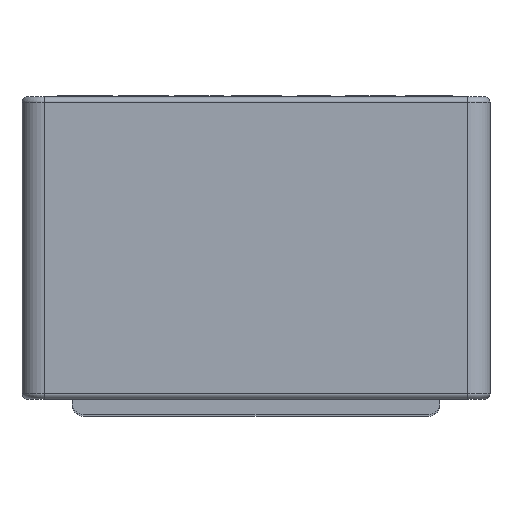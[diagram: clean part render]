
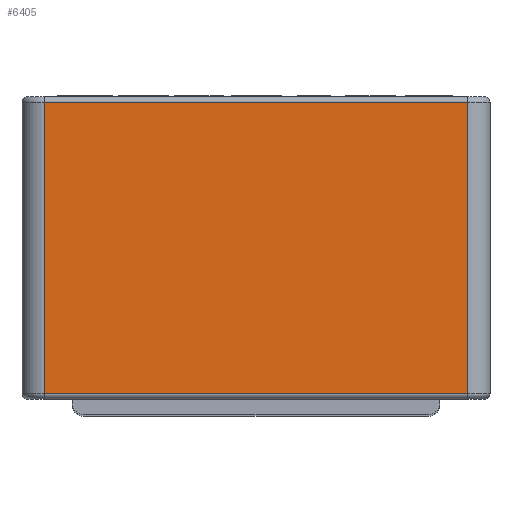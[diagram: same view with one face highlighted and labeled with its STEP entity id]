
A CAD part, left-side view. The second image highlights one B-rep face of the part: STEP entity #6405.
In plain terms, the highlighted planar face has unit normal (-1, 0, 0).
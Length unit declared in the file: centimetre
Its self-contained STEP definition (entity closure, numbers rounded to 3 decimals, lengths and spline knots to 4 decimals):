
#1009=ORIENTED_EDGE('',*,*,#2117,.T.);
#1010=ORIENTED_EDGE('',*,*,#2118,.T.);
#1011=ORIENTED_EDGE('',*,*,#2119,.T.);
#1012=ORIENTED_EDGE('',*,*,#2103,.T.);
#2103=EDGE_CURVE('',#2700,#2699,#3121,.T.);
#2117=EDGE_CURVE('',#2699,#2707,#3128,.T.);
#2118=EDGE_CURVE('',#2707,#2708,#3129,.F.);
#2119=EDGE_CURVE('',#2708,#2700,#3130,.F.);
#2699=VERTEX_POINT('',#10508);
#2700=VERTEX_POINT('',#10512);
#2707=VERTEX_POINT('',#10540);
#2708=VERTEX_POINT('',#10544);
#3121=LINE('',#10513,#3603);
#3128=LINE('',#10541,#3610);
#3129=LINE('',#10543,#3611);
#3130=LINE('',#10545,#3612);
#3603=VECTOR('',#7382,100.);
#3610=VECTOR('',#7417,100.);
#3611=VECTOR('',#7420,100.);
#3612=VECTOR('',#7421,100.);
#3930=EDGE_LOOP('',(#1009,#1010,#1011,#1012));
#4210=FACE_BOUND('',#3930,.T.);
#4440=PLANE('',#6717);
#6405=ADVANCED_FACE('',(#4210),#4440,.T.);
#6717=AXIS2_PLACEMENT_3D('',#10542,#7418,#7419);
#7382=DIRECTION('',(0.,1.,0.));
#7417=DIRECTION('',(0.,0.,-1.));
#7418=DIRECTION('',(-1.,0.,0.));
#7419=DIRECTION('',(0.,0.,1.));
#7420=DIRECTION('',(0.,1.,0.));
#7421=DIRECTION('',(0.,0.,-1.));
#10508=CARTESIAN_POINT('',(-0.205,0.185,0.18));
#10512=CARTESIAN_POINT('',(-0.205,-0.185,0.18));
#10513=CARTESIAN_POINT('',(-0.205,0.185,0.18));
#10540=CARTESIAN_POINT('',(-0.205,0.185,-0.075));
#10541=CARTESIAN_POINT('',(-0.205,0.185,0.185));
#10542=CARTESIAN_POINT('',(-0.205,-0.205,0.185));
#10543=CARTESIAN_POINT('',(-0.205,-0.205,-0.075));
#10544=CARTESIAN_POINT('',(-0.205,-0.185,-0.075));
#10545=CARTESIAN_POINT('',(-0.205,-0.185,0.185));
